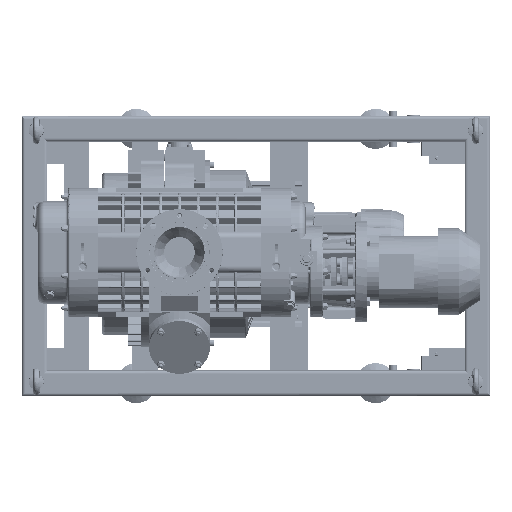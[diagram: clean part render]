
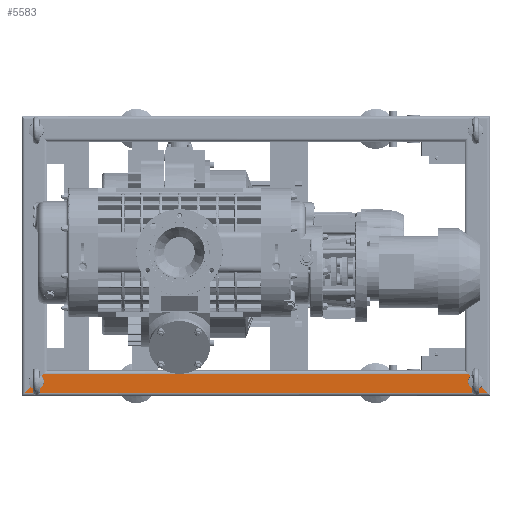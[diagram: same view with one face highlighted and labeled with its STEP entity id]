
A CAD part, left-side view. The second image highlights one B-rep face of the part: STEP entity #5583.
In plain terms, the highlighted planar face has unit normal (-1, 0, 0).
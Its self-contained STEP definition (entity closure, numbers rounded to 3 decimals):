
#5583=ADVANCED_FACE('',(#11559),#11561,.T.);
#11559=FACE_BOUND('',#11560,.T.);
#11560=EDGE_LOOP('',(#111267,#111268,#111269,#111270,#111271,#111272));
#11561=PLANE('',#11562);
#11562=AXIS2_PLACEMENT_3D('',#11563,#11564,#11565);
#11563=CARTESIAN_POINT('',(-620.,0.,-519.));
#11564=DIRECTION('',(-1.,0.,0.));
#11565=DIRECTION('',(0.,0.,1.));
#111267=ORIENTED_EDGE('',*,*,#142950,.T.);
#111268=ORIENTED_EDGE('',*,*,#142951,.T.);
#111269=ORIENTED_EDGE('',*,*,#142952,.T.);
#111270=ORIENTED_EDGE('',*,*,#142953,.T.);
#111271=ORIENTED_EDGE('',*,*,#142954,.T.);
#111272=ORIENTED_EDGE('',*,*,#142955,.T.);
#142950=EDGE_CURVE('',#174975,#174976,#174977,.T.);
#142951=EDGE_CURVE('',#174976,#174978,#174979,.T.);
#142952=EDGE_CURVE('',#174978,#174980,#174981,.T.);
#142953=EDGE_CURVE('',#174980,#174982,#174983,.T.);
#142954=EDGE_CURVE('',#174982,#174984,#174985,.T.);
#142955=EDGE_CURVE('',#174984,#174975,#174986,.T.);
#174975=VERTEX_POINT('',#240701);
#174976=VERTEX_POINT('',#240702);
#174977=LINE('',#240703,#240704);
#174978=VERTEX_POINT('',#240706);
#174979=LINE('',#240707,#240708);
#174980=VERTEX_POINT('',#240710);
#174981=LINE('',#240711,#240712);
#174982=VERTEX_POINT('',#240714);
#174983=LINE('',#240715,#240716);
#174984=VERTEX_POINT('',#240718);
#174985=LINE('',#240719,#240720);
#174986=LINE('',#240722,#240723);
#240701=CARTESIAN_POINT('',(-620.,6.,-519.));
#240702=CARTESIAN_POINT('',(-620.,44.,-481.));
#240703=CARTESIAN_POINT('',(-620.,6.,-519.));
#240704=VECTOR('',#240705,1.);
#240705=DIRECTION('',(0.,0.707,0.707));
#240706=CARTESIAN_POINT('',(-620.,506.,-481.));
#240707=CARTESIAN_POINT('',(-620.,44.,-481.));
#240708=VECTOR('',#240709,1.);
#240709=DIRECTION('',(0.,1.,0.));
#240710=CARTESIAN_POINT('',(-620.,876.,-481.));
#240711=CARTESIAN_POINT('',(-620.,506.,-481.));
#240712=VECTOR('',#240713,1.);
#240713=DIRECTION('',(0.,1.,0.));
#240714=CARTESIAN_POINT('',(-620.,914.,-519.));
#240715=CARTESIAN_POINT('',(-620.,876.,-481.));
#240716=VECTOR('',#240717,1.);
#240717=DIRECTION('',(0.,0.707,-0.707));
#240718=CARTESIAN_POINT('',(-620.,544.,-519.));
#240719=CARTESIAN_POINT('',(-620.,914.,-519.));
#240720=VECTOR('',#240721,1.);
#240721=DIRECTION('',(0.,-1.,0.));
#240722=CARTESIAN_POINT('',(-620.,544.,-519.));
#240723=VECTOR('',#240724,1.);
#240724=DIRECTION('',(0.,-1.,0.));
